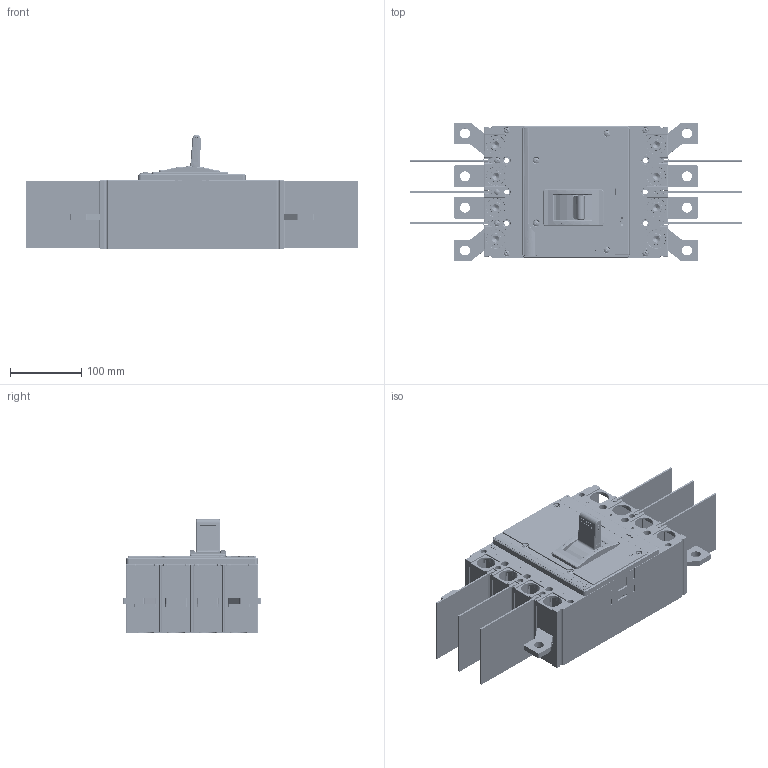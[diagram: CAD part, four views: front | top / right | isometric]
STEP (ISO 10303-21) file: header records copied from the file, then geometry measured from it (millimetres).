
FILE_DESCRIPTION((''),'2;1');
FILE_NAME('NXMS630_4P_ASM','2019-10-21T',('suyao'),(''),'PRO/ENGINEER BY PARAMETRIC TECHNOLOGY CORPORATION, 2010280','PRO/ENGINEER BY PARAMETRIC TECHNOLOGY CORPORATION, 2010280','');
FILE_SCHEMA(('CONFIG_CONTROL_DESIGN'));
Products named in the file (130): MANIFOLD_SOLID_BREP_79122; BREP_206-79123; MANIFOLD_SOLID_BREP_79125; BREP_206-79126; MANIFOLD_SOLID_BREP_79129; MANIFOLD_SOLID_BREP_79130; MANIFOLD_SOLID_BREP_79131; MANIFOLD_SOLID_BREP_79135; MANIFOLD_SOLID_BREP_79140; MANIFOLD_SOLID_BREP_79143; MANIFOLD_SOLID_BREP_79144; BREP_206-79146; MANIFOLD_SOLID_BREP_79147; MANIFOLD_SOLID_BREP_79149; MANIFOLD_SOLID_BREP_79151; MANIFOLD_SOLID_BREP_79153; MANIFOLD_SOLID_BREP_79154; MANIFOLD_SOLID_BREP_79155; 8ZTD-946-085G_SOLID_1-79159; MANIFOLD_SOLID_BREP_79161; MANIFOLD_SOLID_BREP_79164; MANIFOLD_SOLID_BREP_79165; MANIFOLD_SOLID_BREP_79166; MANIFOLD_SOLID_BREP_79168; MANIFOLD_SOLID_BREP_79169; MANIFOLD_SOLID_BREP_79170; MANIFOLD_SOLID_BREP_79171; MANIFOLD_SOLID_BREP_79172; 8ZTD-946-085G_SOLID_1-79174; MANIFOLD_SOLID_BREP_79176; MANIFOLD_SOLID_BREP_79177; BREP_206-79178; MANIFOLD_SOLID_BREP_79179; MANIFOLD_SOLID_BREP_79180; MANIFOLD_SOLID_BREP_79182; MANIFOLD_SOLID_BREP_79183; MANIFOLD_SOLID_BREP_79185; MANIFOLD_SOLID_BREP_79187; MANIFOLD_SOLID_BREP_79188; MANIFOLD_SOLID_BREP_79189 ...
Assembly tree (150 placements, depth 3):
  NXMS630_4P_ASM
    ASM0001_ASM
      MANIFOLD_SOLID_BREP_79122
      BREP_206-79123
      MANIFOLD_SOLID_BREP_79125
      BREP_206-79126
      MANIFOLD_SOLID_BREP_79129
      MANIFOLD_SOLID_BREP_79130
      MANIFOLD_SOLID_BREP_79131
      MANIFOLD_SOLID_BREP_79135
      MANIFOLD_SOLID_BREP_79140
      MANIFOLD_SOLID_BREP_79143
      MANIFOLD_SOLID_BREP_79144
      BREP_206-79146
      MANIFOLD_SOLID_BREP_79147
      MANIFOLD_SOLID_BREP_79149
      MANIFOLD_SOLID_BREP_79151
      MANIFOLD_SOLID_BREP_79153
      MANIFOLD_SOLID_BREP_79154
      MANIFOLD_SOLID_BREP_79155
      8ZTD-946-085G_SOLID_1-79159
      MANIFOLD_SOLID_BREP_79161
      MANIFOLD_SOLID_BREP_79164
      MANIFOLD_SOLID_BREP_79165
      MANIFOLD_SOLID_BREP_79166
      MANIFOLD_SOLID_BREP_79168
      MANIFOLD_SOLID_BREP_79169
      MANIFOLD_SOLID_BREP_79170
      MANIFOLD_SOLID_BREP_79171
      MANIFOLD_SOLID_BREP_79172
      8ZTD-946-085G_SOLID_1-79174
      MANIFOLD_SOLID_BREP_79176
      MANIFOLD_SOLID_BREP_79177
      BREP_206-79178
      MANIFOLD_SOLID_BREP_79179
      MANIFOLD_SOLID_BREP_79180
      MANIFOLD_SOLID_BREP_79182
      MANIFOLD_SOLID_BREP_79183
      MANIFOLD_SOLID_BREP_79185
      MANIFOLD_SOLID_BREP_79187
      MANIFOLD_SOLID_BREP_79188
      MANIFOLD_SOLID_BREP_79189
      MANIFOLD_SOLID_BREP_79190
      MANIFOLD_SOLID_BREP_79191
      8ZTD-946-085G_SOLID_1-79193
      BREP_206-79194
      MANIFOLD_SOLID_BREP_79195
      MANIFOLD_SOLID_BREP_79199
      MANIFOLD_SOLID_BREP_79201
      MANIFOLD_SOLID_BREP_79202
      MANIFOLD_SOLID_BREP_79206
      MANIFOLD_SOLID_BREP_79207
      MANIFOLD_SOLID_BREP_79208
      MANIFOLD_SOLID_BREP_79210
      MANIFOLD_SOLID_BREP_79213
      MANIFOLD_SOLID_BREP_79214
      MANIFOLD_SOLID_BREP_79215
      MANIFOLD_SOLID_BREP_79217
      MANIFOLD_SOLID_BREP_79218
      MANIFOLD_SOLID_BREP_79219
Bounding box: 465 x 194.5 x 159.83 mm (x, y, z)
Volume: 2024423.3 mm3; surface area: 1138115.2 mm2
Topology: 162 solids, 162 shells, 8443 faces, 22654 edges, 14728 vertices
Faces by surface type: plane 5010, cylinder 2260, cone 438, torus 410, extrusion 201, sphere 79, bspline 45
Entity records: 263294 total; most frequent: CARTESIAN_POINT 57466, ORIENTED_EDGE 42890, DIRECTION 42207, EDGE_CURVE 21445, AXIS2_PLACEMENT_3D 14187, VERTEX_POINT 14069, VECTOR 13833, LINE 13632
